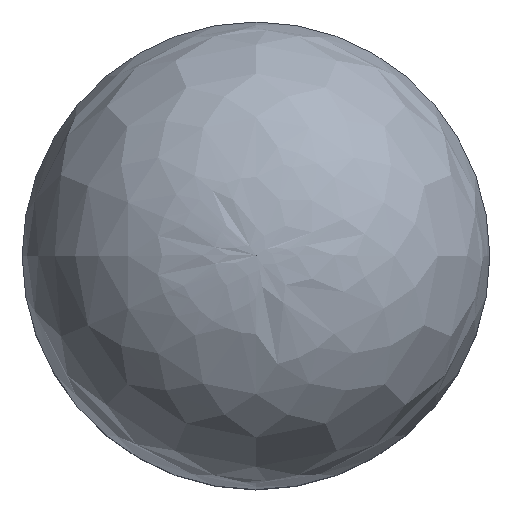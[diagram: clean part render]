
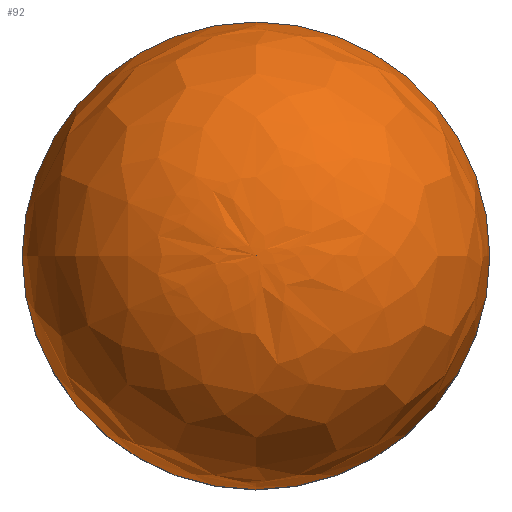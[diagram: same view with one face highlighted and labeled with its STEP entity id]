
A CAD part, top view. The second image highlights one B-rep face of the part: STEP entity #92.
In plain terms, the highlighted free-form (B-spline) face has degree [3, 3] with [4, 19] control points.
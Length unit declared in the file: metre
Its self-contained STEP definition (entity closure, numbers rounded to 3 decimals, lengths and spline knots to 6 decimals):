
#12=VERTEX_LOOP('',#45);
#13=B_SPLINE_SURFACE_WITH_KNOTS('',3,3,((#170,#171,#172,#173,#174,#175,
#176,#177,#178,#179,#180,#181,#182,#183,#184,#185,#186,#187,#188),(#189,
#190,#191,#192,#193,#194,#195,#196,#197,#198,#199,#200,#201,#202,#203,#204,
#205,#206,#207),(#208,#209,#210,#211,#212,#213,#214,#215,#216,#217,#218,
#219,#220,#221,#222,#223,#224,#225,#226),(#227,#228,#229,#230,#231,#232,
#233,#234,#235,#236,#237,#238,#239,#240,#241,#242,#243,#244,#245)),
 .UNSPECIFIED.,.F.,.T.,.F.,(4,4),(1,1,1,1,1,1,1,1,1,1,1,1,1,1,1,1,1,1,1,
1,1,1,1),(0.,1.),(-1.178097,-0.785398,-0.392699,
0.,0.392699,0.785398,1.178097,1.570796,
1.963495,2.356194,2.748894,3.141593,3.534292,
3.926991,4.31969,4.712389,5.105088,5.497787,
5.890486,6.283185,6.675884,7.068583,7.461283),
 .UNSPECIFIED.);
#29=ORIENTED_EDGE('',*,*,#38,.T.);
#38=EDGE_CURVE('',#46,#46,#53,.T.);
#45=VERTEX_POINT('',#246);
#46=VERTEX_POINT('',#248);
#53=CIRCLE('',#119,0.019);
#65=EDGE_LOOP('',(#29));
#79=FACE_BOUND('',#12,.T.);
#80=FACE_BOUND('',#65,.T.);
#92=ADVANCED_FACE('',(#79,#80),#13,.F.);
#119=AXIS2_PLACEMENT_3D('',#247,#147,#148);
#147=DIRECTION('',(0.,0.,1.));
#148=DIRECTION('',(1.,0.,0.));
#170=CARTESIAN_POINT('',(-0.018011,0.00746,0.098));
#171=CARTESIAN_POINT('',(-0.019495,0.,0.098));
#172=CARTESIAN_POINT('',(-0.018011,-0.00746,0.098));
#173=CARTESIAN_POINT('',(-0.013785,-0.013785,0.098));
#174=CARTESIAN_POINT('',(-0.00746,-0.018011,0.098));
#175=CARTESIAN_POINT('',(0.,-0.019495,0.098));
#176=CARTESIAN_POINT('',(0.00746,-0.018011,0.098));
#177=CARTESIAN_POINT('',(0.013785,-0.013785,0.098));
#178=CARTESIAN_POINT('',(0.018011,-0.00746,0.098));
#179=CARTESIAN_POINT('',(0.019495,0.,0.098));
#180=CARTESIAN_POINT('',(0.018011,0.00746,0.098));
#181=CARTESIAN_POINT('',(0.013785,0.013785,0.098));
#182=CARTESIAN_POINT('',(0.00746,0.018011,0.098));
#183=CARTESIAN_POINT('',(0.,0.019495,0.098));
#184=CARTESIAN_POINT('',(-0.00746,0.018011,0.098));
#185=CARTESIAN_POINT('',(-0.013785,0.013785,0.098));
#186=CARTESIAN_POINT('',(-0.018011,0.00746,0.098));
#187=CARTESIAN_POINT('',(-0.019495,0.,0.098));
#188=CARTESIAN_POINT('',(-0.018011,-0.00746,0.098));
#189=CARTESIAN_POINT('',(-0.017764,0.007358,0.104281));
#190=CARTESIAN_POINT('',(-0.019228,0.,0.104281));
#191=CARTESIAN_POINT('',(-0.017764,-0.007358,0.104281));
#192=CARTESIAN_POINT('',(-0.013596,-0.013596,0.104281));
#193=CARTESIAN_POINT('',(-0.007358,-0.017764,0.104281));
#194=CARTESIAN_POINT('',(0.,-0.019228,0.104281));
#195=CARTESIAN_POINT('',(0.007358,-0.017764,0.104281));
#196=CARTESIAN_POINT('',(0.013596,-0.013596,0.104281));
#197=CARTESIAN_POINT('',(0.017764,-0.007358,0.104281));
#198=CARTESIAN_POINT('',(0.019228,0.,0.104281));
#199=CARTESIAN_POINT('',(0.017764,0.007358,0.104281));
#200=CARTESIAN_POINT('',(0.013596,0.013596,0.104281));
#201=CARTESIAN_POINT('',(0.007358,0.017764,0.104281));
#202=CARTESIAN_POINT('',(0.,0.019228,0.104281));
#203=CARTESIAN_POINT('',(-0.007358,0.017764,0.104281));
#204=CARTESIAN_POINT('',(-0.013596,0.013596,0.104281));
#205=CARTESIAN_POINT('',(-0.017764,0.007358,0.104281));
#206=CARTESIAN_POINT('',(-0.019228,0.,0.104281));
#207=CARTESIAN_POINT('',(-0.017764,-0.007358,0.104281));
#208=CARTESIAN_POINT('',(-0.013616,0.00564,0.114858));
#209=CARTESIAN_POINT('',(-0.014738,0.,0.114858));
#210=CARTESIAN_POINT('',(-0.013616,-0.00564,0.114858));
#211=CARTESIAN_POINT('',(-0.010421,-0.010421,0.114858));
#212=CARTESIAN_POINT('',(-0.00564,-0.013616,0.114858));
#213=CARTESIAN_POINT('',(0.,-0.014738,0.114858));
#214=CARTESIAN_POINT('',(0.00564,-0.013616,0.114858));
#215=CARTESIAN_POINT('',(0.010421,-0.010421,0.114858));
#216=CARTESIAN_POINT('',(0.013616,-0.00564,0.114858));
#217=CARTESIAN_POINT('',(0.014738,0.,0.114858));
#218=CARTESIAN_POINT('',(0.013616,0.00564,0.114858));
#219=CARTESIAN_POINT('',(0.010421,0.010421,0.114858));
#220=CARTESIAN_POINT('',(0.00564,0.013616,0.114858));
#221=CARTESIAN_POINT('',(0.,0.014738,0.114858));
#222=CARTESIAN_POINT('',(-0.00564,0.013616,0.114858));
#223=CARTESIAN_POINT('',(-0.010421,0.010421,0.114858));
#224=CARTESIAN_POINT('',(-0.013616,0.00564,0.114858));
#225=CARTESIAN_POINT('',(-0.014738,0.,0.114858));
#226=CARTESIAN_POINT('',(-0.013616,-0.00564,0.114858));
#227=CARTESIAN_POINT('',(0.,0.,0.115));
#228=CARTESIAN_POINT('',(0.,0.,0.115));
#229=CARTESIAN_POINT('',(0.,0.,0.115));
#230=CARTESIAN_POINT('',(0.,0.,0.115));
#231=CARTESIAN_POINT('',(0.,0.,0.115));
#232=CARTESIAN_POINT('',(0.,0.,0.115));
#233=CARTESIAN_POINT('',(0.,0.,0.115));
#234=CARTESIAN_POINT('',(0.,0.,0.115));
#235=CARTESIAN_POINT('',(0.,0.,0.115));
#236=CARTESIAN_POINT('',(0.,0.,0.115));
#237=CARTESIAN_POINT('',(0.,0.,0.115));
#238=CARTESIAN_POINT('',(0.,0.,0.115));
#239=CARTESIAN_POINT('',(0.,0.,0.115));
#240=CARTESIAN_POINT('',(0.,0.,0.115));
#241=CARTESIAN_POINT('',(0.,0.,0.115));
#242=CARTESIAN_POINT('',(0.,0.,0.115));
#243=CARTESIAN_POINT('',(0.,0.,0.115));
#244=CARTESIAN_POINT('',(0.,0.,0.115));
#245=CARTESIAN_POINT('',(0.,0.,0.115));
#246=CARTESIAN_POINT('',(0.,0.,0.115));
#247=CARTESIAN_POINT('',(0.,0.,0.098));
#248=CARTESIAN_POINT('',(0.019,0.,0.098));
